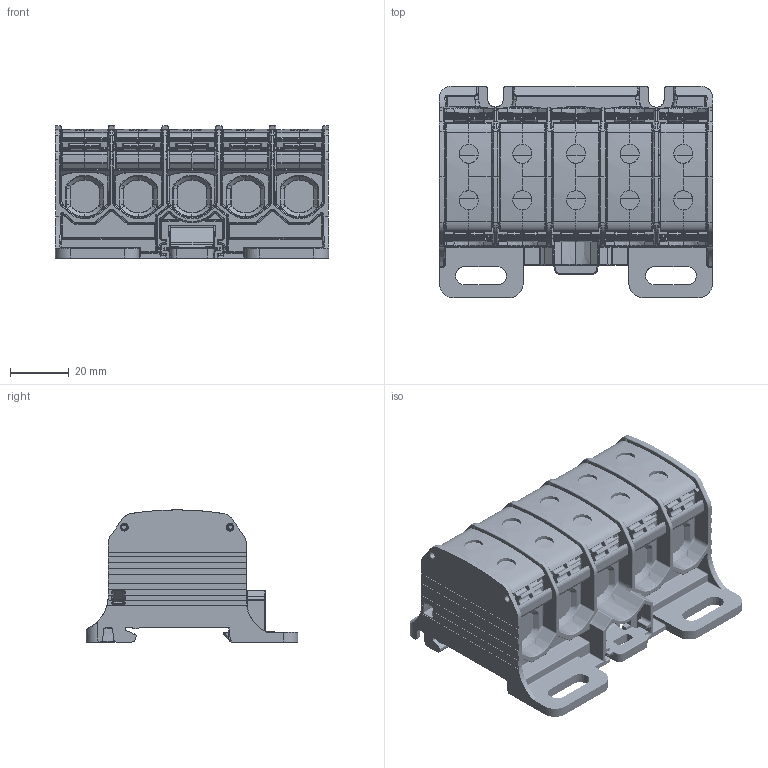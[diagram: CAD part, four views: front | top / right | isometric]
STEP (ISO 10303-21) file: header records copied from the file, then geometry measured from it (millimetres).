
FILE_DESCRIPTION(('CATIA V5R22 STEP214','CAx-IF Rec.Pracs.--- Model Styling and Organization---1.4--- 2014-01-23'),'2;1');
FILE_NAME ('1559631-1_0', '2024-03-14T10:03:36+00:00', ('Weidmueller Interface'), ('Weidmueller'), 'CATIA Version 5-6 Release 2016 SP3 HF44', 'CATIA V5 STEP AP214', 'none');
FILE_SCHEMA(('AUTOMOTIVE_DESIGN { 1 0 10303 214 1 1 1 1 }'));
Products named in the file (1): 2935040000
Bounding box: 93 x 72.04 x 45 mm (x, y, z)
Volume: 150470 mm3; surface area: 50616.1 mm2
Topology: 6 solids, 8 shells, 6670 faces, 16410 edges, 9582 vertices
Faces by surface type: cylinder 2797, bspline 2183, plane 1309, cone 211, sphere 120, torus 40, extrusion 10
Entity records: 282577 total; most frequent: CARTESIAN_POINT 151835, ORIENTED_EDGE 32512, DIRECTION 17807, EDGE_CURVE 16256, VERTEX_POINT 9582, AXIS2_PLACEMENT_3D 6943, EDGE_LOOP 6688, ADVANCED_FACE 6670
